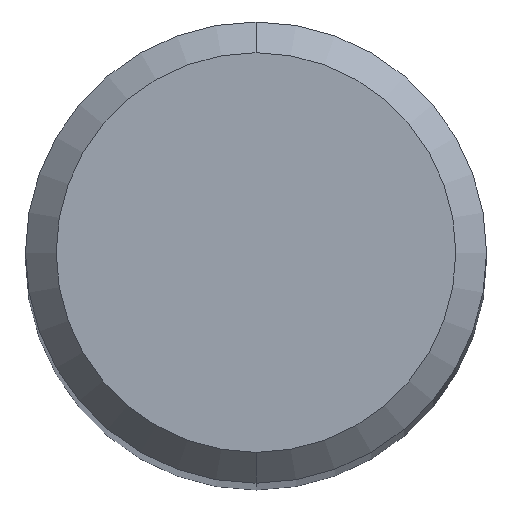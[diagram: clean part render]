
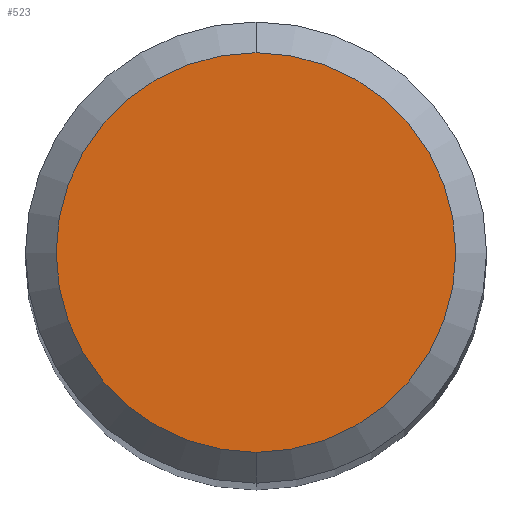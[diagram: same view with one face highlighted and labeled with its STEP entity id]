
A CAD part, top view. The second image highlights one B-rep face of the part: STEP entity #523.
In plain terms, the highlighted planar face has unit normal (0, 0, 1).
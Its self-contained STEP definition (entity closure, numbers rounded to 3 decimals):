
#403=VERTEX_POINT('',#1088);
#481=EDGE_CURVE('',#969,#403,#1174,.T.);
#495=EDGE_CURVE('',#403,#969,#1190,.T.);
#523=ADVANCED_FACE('',(#1223),#1224,.T.);
#969=VERTEX_POINT('',#1708);
#1088=CARTESIAN_POINT('',(0.0,2.6,0.0));
#1174=CIRCLE('',#2454,2.6);
#1190=CIRCLE('',#2579,2.6);
#1223=FACE_OUTER_BOUND('',#3922,.T.);
#1224=PLANE('',#3923);
#1708=CARTESIAN_POINT('',(0.,-2.6,0.0));
#2454=AXIS2_PLACEMENT_3D('',#10260,#10261,#10262);
#2579=AXIS2_PLACEMENT_3D('',#10280,#10281,#10282);
#3922=EDGE_LOOP('',(#10345,#10346));
#3923=AXIS2_PLACEMENT_3D('',#10347,#10348,#10349);
#10260=CARTESIAN_POINT('',(0.0,0.0,0.0));
#10261=DIRECTION('',(0.0,0.0,-1.0));
#10262=DIRECTION('',(0.0,1.0,0.0));
#10280=CARTESIAN_POINT('',(0.0,0.0,0.0));
#10281=DIRECTION('',(0.0,0.0,-1.0));
#10282=DIRECTION('',(0.0,1.0,0.0));
#10345=ORIENTED_EDGE('',*,*,#495,.F.);
#10346=ORIENTED_EDGE('',*,*,#481,.F.);
#10347=CARTESIAN_POINT('',(0.0,1.3,0.0));
#10348=DIRECTION('',(-0.0,0.0,1.0));
#10349=DIRECTION('',(0.0,-1.0,0.0));
